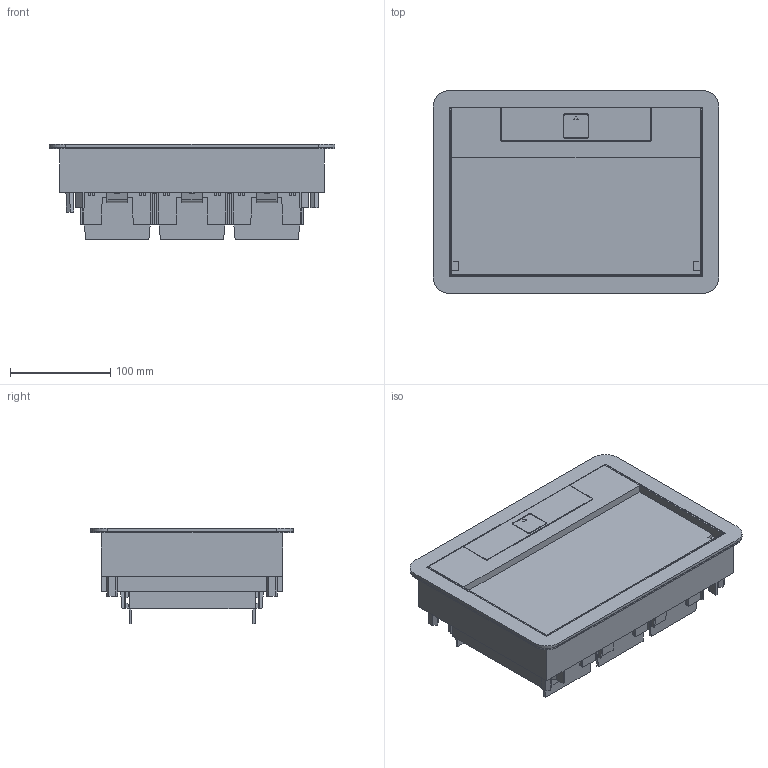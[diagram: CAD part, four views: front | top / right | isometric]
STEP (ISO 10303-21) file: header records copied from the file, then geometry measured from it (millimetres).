
FILE_DESCRIPTION(('CATIA V5 STEP Exchange','CAx-IF Rec.Pracs.--- Composite Materials ---3.4---2017-06-13'),'2;1');
FILE_NAME('LG-080727-S_closed.stp','2025-05-02T15:38:09+00:00',('none'),('none'),'CATIA Version 5-6 Release 2020','CATIA V5 STEP AP203 v1','none');
FILE_SCHEMA(('CONFIG_CONTROL_DESIGN'));
Length unit declared in the file: millimetre
Products named in the file (3): A029387_A; A027503_A; A027673_A-ASS PLANCHER TECHNIQUE.1
Assembly tree (8 placements, depth 3):
  A029387_A
    #57
    A027503_A
      #3536
    A027673_A-ASS PLANCHER TECHNIQUE.1  x3
      #9578
    #17952
Bounding box: 285 x 202.02 x 95.3 mm (x, y, z)
Volume: 840596.8 mm3; surface area: 576037.5 mm2
Topology: 9 solids, 9 shells, 1445 faces, 4158 edges, 2722 vertices
Faces by surface type: plane 1198, cylinder 231, extrusion 16
Entity records: 28369 total; most frequent: CARTESIAN_POINT 5789, ORIENTED_EDGE 5252, DIRECTION 3663, EDGE_CURVE 2626, VECTOR 2244, LINE 2228, VERTEX_POINT 1722, EDGE_LOOP 988
